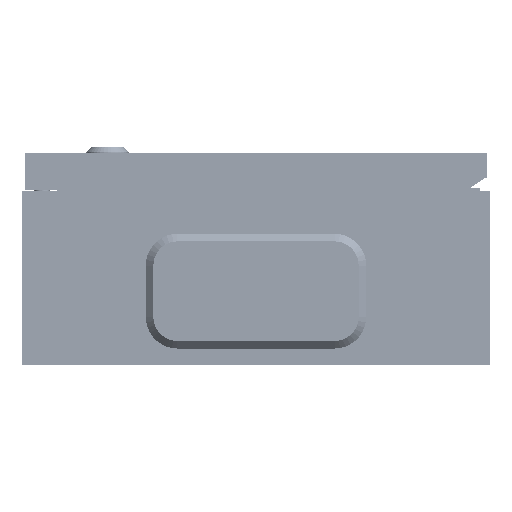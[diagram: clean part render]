
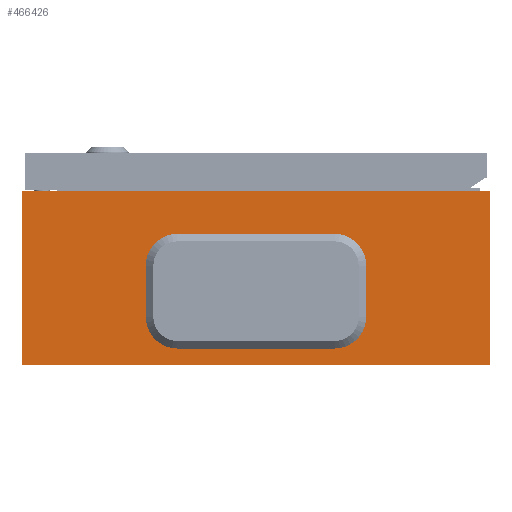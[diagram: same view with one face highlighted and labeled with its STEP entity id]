
A CAD part, front view. The second image highlights one B-rep face of the part: STEP entity #466426.
In plain terms, the highlighted planar face has unit normal (0, -1, 0).
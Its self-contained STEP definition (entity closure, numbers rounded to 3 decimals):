
#5102 = CARTESIAN_POINT ( 'NONE',  ( 19.154, -544.709, 356.931 ) ) ;
#10555 = CARTESIAN_POINT ( 'NONE',  ( -187.346, -544.709, 273.431 ) ) ;
#15415 = VERTEX_POINT ( 'NONE', #178923 ) ;
#15861 = VERTEX_POINT ( 'NONE', #611838 ) ;
#23162 = VECTOR ( 'NONE', #518091, 1000. ) ;
#23470 = EDGE_LOOP ( 'NONE', ( #554103, #604025, #152278, #118023, #152559, #188799, #138869, #615631 ) ) ;
#28661 = VERTEX_POINT ( 'NONE', #5102 ) ;
#39276 = VERTEX_POINT ( 'NONE', #539440 ) ;
#54588 = CARTESIAN_POINT ( 'NONE',  ( -187.346, -544.709, 273.431 ) ) ;
#67828 = CARTESIAN_POINT ( 'NONE',  ( 122.654, -544.709, 273.431 ) ) ;
#73623 = CARTESIAN_POINT ( 'NONE',  ( -32.346, -544.709, 273.431 ) ) ;
#75836 = CARTESIAN_POINT ( 'NONE',  ( 37.154, -544.709, 305.431 ) ) ;
#76797 = DIRECTION ( 'NONE',  ( 1., 0., 0. ) ) ;
#95072 = LINE ( 'NONE', #10555, #103651 ) ;
#103651 = VECTOR ( 'NONE', #447894, 1000. ) ;
#118023 = ORIENTED_EDGE ( 'NONE', *, *, #270938, .F. ) ;
#122166 = CARTESIAN_POINT ( 'NONE',  ( 19.154, -544.709, 287.431 ) ) ;
#133172 = ORIENTED_EDGE ( 'NONE', *, *, #523009, .F. ) ;
#138869 = ORIENTED_EDGE ( 'NONE', *, *, #198493, .F. ) ;
#145691 = ORIENTED_EDGE ( 'NONE', *, *, #393673, .T. ) ;
#152278 = ORIENTED_EDGE ( 'NONE', *, *, #426640, .F. ) ;
#152559 = ORIENTED_EDGE ( 'NONE', *, *, #536581, .F. ) ;
#157476 = AXIS2_PLACEMENT_3D ( 'NONE', #242051, #439521, #391007 ) ;
#177150 = LINE ( 'NONE', #73623, #546092 ) ;
#178923 = CARTESIAN_POINT ( 'NONE',  ( -187.346, -544.709, 388.431 ) ) ;
#179381 = DIRECTION ( 'NONE',  ( 0., -1., 0. ) ) ;
#182111 = CARTESIAN_POINT ( 'NONE',  ( -5612.346, -544.709, 388.431 ) ) ;
#185142 = EDGE_CURVE ( 'NONE', #424195, #636695, #247470, .T. ) ;
#188799 = ORIENTED_EDGE ( 'NONE', *, *, #632335, .F. ) ;
#190198 = CARTESIAN_POINT ( 'NONE',  ( 122.654, -544.709, 388.431 ) ) ;
#191759 = AXIS2_PLACEMENT_3D ( 'NONE', #554461, #453951, #360066 ) ;
#194596 = VECTOR ( 'NONE', #570998, 1000. ) ;
#196857 = CIRCLE ( 'NONE', #505765, 18. ) ;
#197613 = VERTEX_POINT ( 'NONE', #190198 ) ;
#198493 = EDGE_CURVE ( 'NONE', #39276, #28661, #320214, .T. ) ;
#199091 = EDGE_CURVE ( 'NONE', #15415, #207868, #95072, .T. ) ;
#202097 = LINE ( 'NONE', #396566, #434917 ) ;
#207868 = VERTEX_POINT ( 'NONE', #54588 ) ;
#212330 = LINE ( 'NONE', #358167, #463207 ) ;
#214627 = VECTOR ( 'NONE', #399703, 1000. ) ;
#237591 = FACE_OUTER_BOUND ( 'NONE', #244034, .T. ) ;
#242051 = CARTESIAN_POINT ( 'NONE',  ( -83.846, -544.709, 338.931 ) ) ;
#244034 = EDGE_LOOP ( 'NONE', ( #145691, #418443, #516711, #133172 ) ) ;
#244325 = VERTEX_POINT ( 'NONE', #75836 ) ;
#247470 = LINE ( 'NONE', #457781, #214627 ) ;
#247519 = EDGE_CURVE ( 'NONE', #636695, #244325, #196857, .T. ) ;
#252957 = DIRECTION ( 'NONE',  ( 0., -1., 0. ) ) ;
#270938 = EDGE_CURVE ( 'NONE', #400339, #488445, #212330, .T. ) ;
#272400 = AXIS2_PLACEMENT_3D ( 'NONE', #620226, #179381, #334763 ) ;
#276555 = FACE_BOUND ( 'NONE', #23470, .T. ) ;
#279308 = LINE ( 'NONE', #182111, #194596 ) ;
#289399 = CARTESIAN_POINT ( 'NONE',  ( -101.846, -544.709, 338.931 ) ) ;
#292075 = DIRECTION ( 'NONE',  ( 1., 0., 0. ) ) ;
#306075 = EDGE_CURVE ( 'NONE', #244325, #39276, #365012, .T. ) ;
#308928 = DIRECTION ( 'NONE',  ( 0., 0., -1. ) ) ;
#309560 = AXIS2_PLACEMENT_3D ( 'NONE', #395343, #596344, #446999 ) ;
#316140 = EDGE_CURVE ( 'NONE', #207868, #327998, #177150, .T. ) ;
#316445 = DIRECTION ( 'NONE',  ( 0., 0., 1. ) ) ;
#320214 = CIRCLE ( 'NONE', #309560, 18. ) ;
#327998 = VERTEX_POINT ( 'NONE', #67828 ) ;
#334763 = DIRECTION ( 'NONE',  ( 0., 0., -1. ) ) ;
#358167 = CARTESIAN_POINT ( 'NONE',  ( -101.846, -544.709, 338.931 ) ) ;
#360066 = DIRECTION ( 'NONE',  ( 1., 0., 0. ) ) ;
#365012 = LINE ( 'NONE', #471642, #516404 ) ;
#391007 = DIRECTION ( 'NONE',  ( -1., 0., 0. ) ) ;
#392427 = CARTESIAN_POINT ( 'NONE',  ( 19.154, -544.709, 305.431 ) ) ;
#393673 = EDGE_CURVE ( 'NONE', #197613, #15415, #279308, .T. ) ;
#395343 = CARTESIAN_POINT ( 'NONE',  ( 19.154, -544.709, 338.931 ) ) ;
#396566 = CARTESIAN_POINT ( 'NONE',  ( 122.654, -544.709, 273.431 ) ) ;
#399703 = DIRECTION ( 'NONE',  ( 1., 0., 0. ) ) ;
#400147 = CARTESIAN_POINT ( 'NONE',  ( -101.846, -544.709, 305.431 ) ) ;
#400339 = VERTEX_POINT ( 'NONE', #289399 ) ;
#409165 = CIRCLE ( 'NONE', #191759, 18. ) ;
#409944 = DIRECTION ( 'NONE',  ( 0., 0., -1. ) ) ;
#418443 = ORIENTED_EDGE ( 'NONE', *, *, #199091, .T. ) ;
#424195 = VERTEX_POINT ( 'NONE', #436686 ) ;
#426640 = EDGE_CURVE ( 'NONE', #488445, #424195, #409165, .T. ) ;
#434917 = VECTOR ( 'NONE', #308928, 1000. ) ;
#436686 = CARTESIAN_POINT ( 'NONE',  ( -83.846, -544.709, 287.431 ) ) ;
#439521 = DIRECTION ( 'NONE',  ( 0., -1., 0. ) ) ;
#446999 = DIRECTION ( 'NONE',  ( 1., 0., 0. ) ) ;
#447894 = DIRECTION ( 'NONE',  ( 0., 0., -1. ) ) ;
#453951 = DIRECTION ( 'NONE',  ( 0., -1., 0. ) ) ;
#457781 = CARTESIAN_POINT ( 'NONE',  ( -83.846, -544.709, 287.431 ) ) ;
#463207 = VECTOR ( 'NONE', #409944, 1000. ) ;
#466426 = ADVANCED_FACE ( 'NONE', ( #237591, #276555 ), #574723, .T. ) ;
#471642 = CARTESIAN_POINT ( 'NONE',  ( 37.154, -544.709, 338.931 ) ) ;
#475767 = CARTESIAN_POINT ( 'NONE',  ( -83.846, -544.709, 356.931 ) ) ;
#488445 = VERTEX_POINT ( 'NONE', #400147 ) ;
#505765 = AXIS2_PLACEMENT_3D ( 'NONE', #392427, #252957, #292075 ) ;
#516404 = VECTOR ( 'NONE', #316445, 1000. ) ;
#516711 = ORIENTED_EDGE ( 'NONE', *, *, #316140, .T. ) ;
#518091 = DIRECTION ( 'NONE',  ( -1., 0., 0. ) ) ;
#523009 = EDGE_CURVE ( 'NONE', #197613, #327998, #202097, .T. ) ;
#536581 = EDGE_CURVE ( 'NONE', #15861, #400339, #561149, .T. ) ;
#539440 = CARTESIAN_POINT ( 'NONE',  ( 37.154, -544.709, 338.931 ) ) ;
#546092 = VECTOR ( 'NONE', #76797, 1000. ) ;
#554103 = ORIENTED_EDGE ( 'NONE', *, *, #247519, .F. ) ;
#554461 = CARTESIAN_POINT ( 'NONE',  ( -83.846, -544.709, 305.431 ) ) ;
#561149 = CIRCLE ( 'NONE', #157476, 18. ) ;
#570998 = DIRECTION ( 'NONE',  ( -1., 0., 0. ) ) ;
#574723 = PLANE ( 'NONE',  #272400 ) ;
#596344 = DIRECTION ( 'NONE',  ( 0., -1., 0. ) ) ;
#604025 = ORIENTED_EDGE ( 'NONE', *, *, #185142, .F. ) ;
#611838 = CARTESIAN_POINT ( 'NONE',  ( -83.846, -544.709, 356.931 ) ) ;
#615631 = ORIENTED_EDGE ( 'NONE', *, *, #306075, .F. ) ;
#620226 = CARTESIAN_POINT ( 'NONE',  ( -5612.346, -544.709, 386.631 ) ) ;
#628364 = LINE ( 'NONE', #475767, #23162 ) ;
#632335 = EDGE_CURVE ( 'NONE', #28661, #15861, #628364, .T. ) ;
#636695 = VERTEX_POINT ( 'NONE', #122166 ) ;
